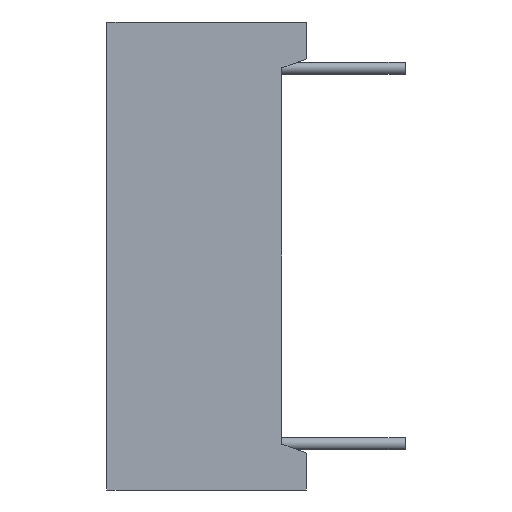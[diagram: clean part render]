
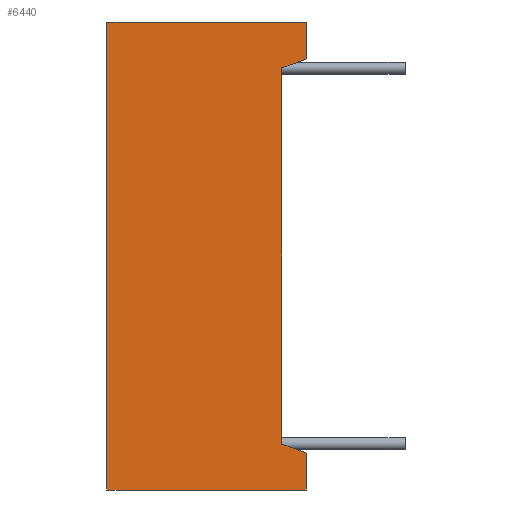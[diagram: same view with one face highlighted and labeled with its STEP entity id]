
A CAD part, left-side view. The second image highlights one B-rep face of the part: STEP entity #6440.
In plain terms, the highlighted planar face has unit normal (-1, 0, 0).
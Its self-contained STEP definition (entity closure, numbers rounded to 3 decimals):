
#624 = CARTESIAN_POINT ( 'NONE',  ( -25.15, -7.1, 7.636 ) ) ;
#625 = CARTESIAN_POINT ( 'NONE',  ( -25.15, -7.1, -7.636 ) ) ;
#720 = CARTESIAN_POINT ( 'NONE',  ( -25.15, -8.1, -8. ) ) ;
#793 = CARTESIAN_POINT ( 'NONE',  ( -25.15, 0., -9.5 ) ) ;
#794 = CARTESIAN_POINT ( 'NONE',  ( -25.15, 0., 9.5 ) ) ;
#2550 = LINE ( 'NONE', #2551, #2715 ) ;
#2551 = CARTESIAN_POINT ( 'NONE',  ( -25.15, -7.161, -7.658 ) ) ;
#2552 = DIRECTION ( 'NONE',  ( 0., -0.94, -0.342 ) ) ;
#2715 = VECTOR ( 'NONE', #2552, 1000. ) ;
#2796 = VECTOR ( 'NONE', #3103, 1000. ) ;
#2896 = VECTOR ( 'NONE', #3431, 1000. ) ;
#2903 = VECTOR ( 'NONE', #3449, 1000. ) ;
#3101 = LINE ( 'NONE', #3102, #2796 ) ;
#3102 = CARTESIAN_POINT ( 'NONE',  ( -25.15, 0., -9.5 ) ) ;
#3103 = DIRECTION ( 'NONE',  ( 0., 0., 1. ) ) ;
#3429 = LINE ( 'NONE', #3430, #2896 ) ;
#3430 = CARTESIAN_POINT ( 'NONE',  ( -25.15, -8.1, -9.5 ) ) ;
#3431 = DIRECTION ( 'NONE',  ( 0., 0., 1. ) ) ;
#3447 = LINE ( 'NONE', #3448, #2903 ) ;
#3448 = CARTESIAN_POINT ( 'NONE',  ( -25.15, -8.1, -9.5 ) ) ;
#3449 = DIRECTION ( 'NONE',  ( 0., 0., 1. ) ) ;
#5956 = EDGE_CURVE ( 'NONE', #7707, #7708, #13118, .T. ) ;
#6029 = EDGE_CURVE ( 'NONE', #15769, #7707, #13232, .T. ) ;
#6031 = EDGE_CURVE ( 'NONE', #15772, #7877, #13235, .T. ) ;
#6032 = EDGE_CURVE ( 'NONE', #15768, #7876, #13238, .T. ) ;
#6440 = ADVANCED_FACE ( 'NONE', ( #18734 ), #18176, .T. ) ;
#7707 = VERTEX_POINT ( 'NONE', #624 ) ;
#7708 = VERTEX_POINT ( 'NONE', #625 ) ;
#7803 = VERTEX_POINT ( 'NONE', #720 ) ;
#7876 = VERTEX_POINT ( 'NONE', #793 ) ;
#7877 = VERTEX_POINT ( 'NONE', #794 ) ;
#8893 = CARTESIAN_POINT ( 'NONE',  ( -25.15, -8.1, -9.5 ) ) ;
#8894 = CARTESIAN_POINT ( 'NONE',  ( -25.15, -8.1, 8. ) ) ;
#8897 = CARTESIAN_POINT ( 'NONE',  ( -25.15, -8.1, 9.5 ) ) ;
#11641 = EDGE_CURVE ( 'NONE', #7708, #7803, #2550, .T. ) ;
#11720 = EDGE_CURVE ( 'NONE', #7876, #7877, #3101, .T. ) ;
#11822 = EDGE_CURVE ( 'NONE', #15768, #7803, #3429, .T. ) ;
#11828 = EDGE_CURVE ( 'NONE', #15769, #15772, #3447, .T. ) ;
#12298 = VECTOR ( 'NONE', #13120, 1000. ) ;
#12337 = VECTOR ( 'NONE', #13234, 1000. ) ;
#12338 = VECTOR ( 'NONE', #13237, 1000. ) ;
#12339 = VECTOR ( 'NONE', #13240, 1000. ) ;
#13118 = LINE ( 'NONE', #13119, #12298 ) ;
#13119 = CARTESIAN_POINT ( 'NONE',  ( -25.15, -7.1, -16.207 ) ) ;
#13120 = DIRECTION ( 'NONE',  ( 0., 0., -1. ) ) ;
#13232 = LINE ( 'NONE', #13233, #12337 ) ;
#13233 = CARTESIAN_POINT ( 'NONE',  ( -25.15, 3.256, 3.867 ) ) ;
#13234 = DIRECTION ( 'NONE',  ( 0., 0.94, -0.342 ) ) ;
#13235 = LINE ( 'NONE', #13236, #12338 ) ;
#13236 = CARTESIAN_POINT ( 'NONE',  ( -25.15, -8.1, 9.5 ) ) ;
#13237 = DIRECTION ( 'NONE',  ( 0., 1., 0. ) ) ;
#13238 = LINE ( 'NONE', #13239, #12339 ) ;
#13239 = CARTESIAN_POINT ( 'NONE',  ( -25.15, -8.1, -9.5 ) ) ;
#13240 = DIRECTION ( 'NONE',  ( 0., 1., 0. ) ) ;
#15059 = ORIENTED_EDGE ( 'NONE', *, *, #11822, .T. ) ;
#15061 = ORIENTED_EDGE ( 'NONE', *, *, #6029, .F. ) ;
#15062 = ORIENTED_EDGE ( 'NONE', *, *, #11641, .F. ) ;
#15063 = ORIENTED_EDGE ( 'NONE', *, *, #5956, .F. ) ;
#15768 = VERTEX_POINT ( 'NONE', #8893 ) ;
#15769 = VERTEX_POINT ( 'NONE', #8894 ) ;
#15772 = VERTEX_POINT ( 'NONE', #8897 ) ;
#16353 = EDGE_LOOP ( 'NONE', ( #15059, #15062, #15063, #15061, #16495, #16496, #16497, #16498 ) ) ;
#16495 = ORIENTED_EDGE ( 'NONE', *, *, #11828, .T. ) ;
#16496 = ORIENTED_EDGE ( 'NONE', *, *, #6031, .T. ) ;
#16497 = ORIENTED_EDGE ( 'NONE', *, *, #11720, .F. ) ;
#16498 = ORIENTED_EDGE ( 'NONE', *, *, #6032, .F. ) ;
#18176 = PLANE ( 'NONE',  #18737 ) ;
#18177 = CARTESIAN_POINT ( 'NONE',  ( -25.15, -8.1, -9.5 ) ) ;
#18178 = DIRECTION ( 'NONE',  ( -1., 0., 0. ) ) ;
#18179 = DIRECTION ( 'NONE',  ( 0., 0., 1. ) ) ;
#18734 = FACE_OUTER_BOUND ( 'NONE', #16353, .T. ) ;
#18737 = AXIS2_PLACEMENT_3D ( 'NONE', #18177, #18178, #18179 ) ;
